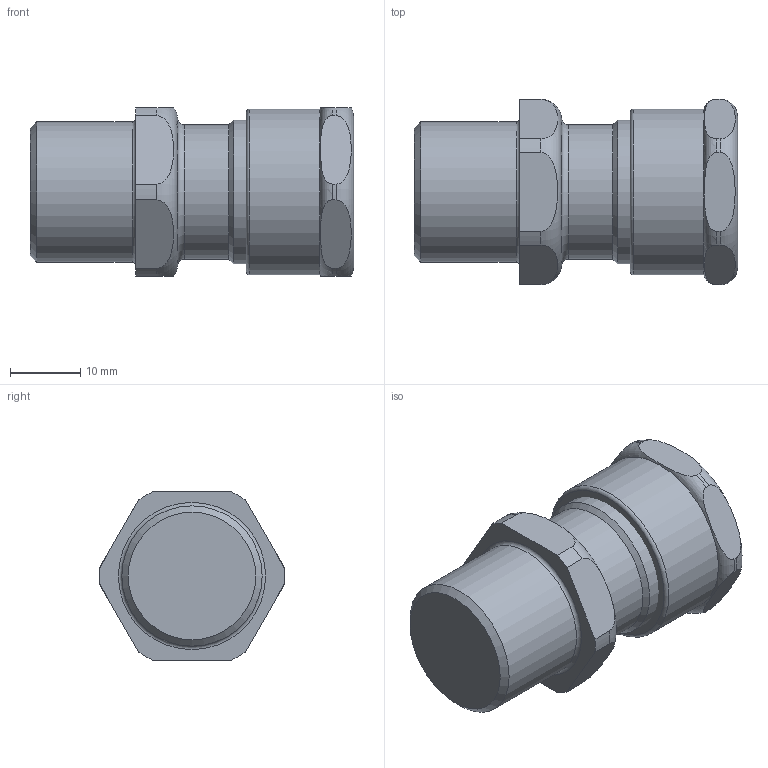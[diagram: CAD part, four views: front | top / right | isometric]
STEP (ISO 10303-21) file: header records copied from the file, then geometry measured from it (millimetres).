
FILE_DESCRIPTION(/* description */ (''),/* implementation_level */ '2;1');
FILE_NAME(/* name */ '501 421 O.stp',/* time_stamp */ '2020-05-27T11:44:24+05:00',/* author */ ('jgandhi'),/* organization */ (''),/* preprocessor_version */ 'ST-DEVELOPER v18',/* originating_system */ 'Autodesk Inventor 2020',/* authorisation */ '');
FILE_SCHEMA (('AUTOMOTIVE_DESIGN { 1 0 10303 214 3 1 1 }'));
Length unit declared in the file: millimetre
Products named in the file (1): 501 421 O
Bounding box: 46.1 x 26.49 x 24 mm (x, y, z)
Volume: 21924.8 mm3; surface area: 7311.3 mm2
Topology: 4 solids, 4 shells, 60 faces, 171 edges, 120 vertices
Faces by surface type: plane 21, cylinder 21, torus 12, cone 6
Full cylindrical faces by diameter (mm): 12 x1, 16.05 x1, 16.3 x2, 19 x1, 19.15 x1, 20 x1, 20.512 x1, 23.65 x1
Entity records: 2489 total; most frequent: CARTESIAN_POINT 719, DIRECTION 377, ORIENTED_EDGE 342, EDGE_CURVE 171, AXIS2_PLACEMENT_3D 166, VERTEX_POINT 120, CIRCLE 105, STYLED_ITEM 64
